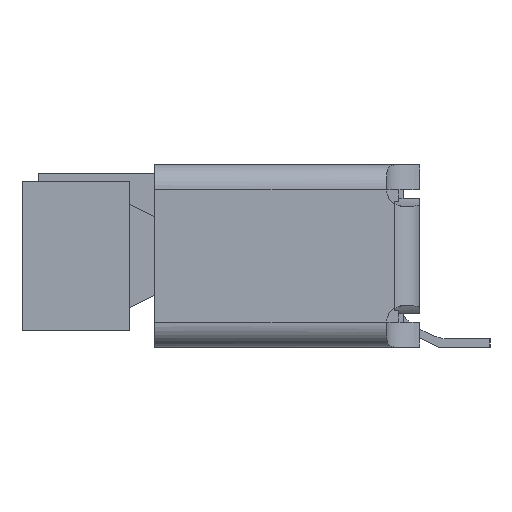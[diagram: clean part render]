
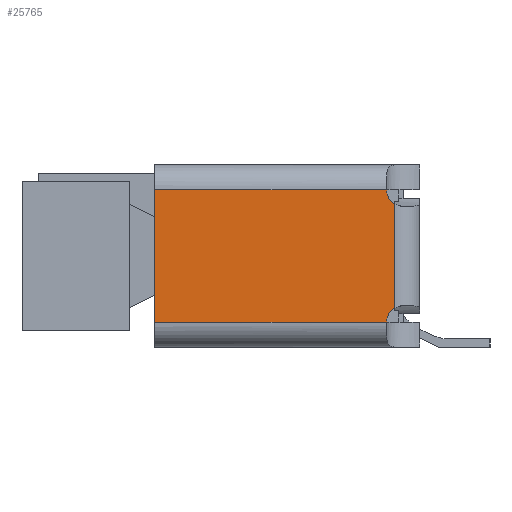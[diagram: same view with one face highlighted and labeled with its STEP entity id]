
A CAD part, left-side view. The second image highlights one B-rep face of the part: STEP entity #25765.
In plain terms, the highlighted planar face has unit normal (-1, 0, 0).
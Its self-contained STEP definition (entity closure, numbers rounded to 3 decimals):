
#13002 = VERTEX_POINT('',#13003);
#13003 = CARTESIAN_POINT('',(-9.9,0.8,0.3));
#13010 = EDGE_CURVE('',#13002,#13011,#13013,.T.);
#13011 = VERTEX_POINT('',#13012);
#13012 = CARTESIAN_POINT('',(-9.9,0.8,1.9));
#13013 = LINE('',#13014,#13015);
#13014 = CARTESIAN_POINT('',(-9.9,0.8,0.));
#13015 = VECTOR('',#13016,1.);
#13016 = DIRECTION('',(0.,0.,1.));
#25593 = VERTEX_POINT('',#25594);
#25594 = CARTESIAN_POINT('',(-9.9,-2.,0.3));
#25628 = EDGE_CURVE('',#25593,#13002,#25629,.T.);
#25629 = LINE('',#25630,#25631);
#25630 = CARTESIAN_POINT('',(-9.9,-2.,0.3));
#25631 = VECTOR('',#25632,1.);
#25632 = DIRECTION('',(0.,1.,0.));
#25765 = ADVANCED_FACE('',(#25766),#25802,.F.);
#25766 = FACE_BOUND('',#25767,.F.);
#25767 = EDGE_LOOP('',(#25768,#25779,#25787,#25794,#25795,#25796));
#25768 = ORIENTED_EDGE('',*,*,#25769,.T.);
#25769 = EDGE_CURVE('',#25770,#25772,#25774,.T.);
#25770 = VERTEX_POINT('',#25771);
#25771 = CARTESIAN_POINT('',(-9.9,-2.,1.9));
#25772 = VERTEX_POINT('',#25773);
#25773 = CARTESIAN_POINT('',(-9.9,-2.1,1.727));
#25774 = CIRCLE('',#25775,0.2);
#25775 = AXIS2_PLACEMENT_3D('',#25776,#25777,#25778);
#25776 = CARTESIAN_POINT('',(-9.9,-2.2,1.9));
#25777 = DIRECTION('',(-1.,0.,0.));
#25778 = DIRECTION('',(0.,1.,0.));
#25779 = ORIENTED_EDGE('',*,*,#25780,.F.);
#25780 = EDGE_CURVE('',#25781,#25772,#25783,.T.);
#25781 = VERTEX_POINT('',#25782);
#25782 = CARTESIAN_POINT('',(-9.9,-2.1,0.473));
#25783 = LINE('',#25784,#25785);
#25784 = CARTESIAN_POINT('',(-9.9,-2.1,0.5));
#25785 = VECTOR('',#25786,1.);
#25786 = DIRECTION('',(0.,0.,1.));
#25787 = ORIENTED_EDGE('',*,*,#25788,.T.);
#25788 = EDGE_CURVE('',#25781,#25593,#25789,.T.);
#25789 = CIRCLE('',#25790,0.2);
#25790 = AXIS2_PLACEMENT_3D('',#25791,#25792,#25793);
#25791 = CARTESIAN_POINT('',(-9.9,-2.2,0.3));
#25792 = DIRECTION('',(-1.,0.,0.));
#25793 = DIRECTION('',(0.,1.,0.));
#25794 = ORIENTED_EDGE('',*,*,#25628,.T.);
#25795 = ORIENTED_EDGE('',*,*,#13010,.T.);
#25796 = ORIENTED_EDGE('',*,*,#25797,.T.);
#25797 = EDGE_CURVE('',#13011,#25770,#25798,.T.);
#25798 = LINE('',#25799,#25800);
#25799 = CARTESIAN_POINT('',(-9.9,0.8,1.9));
#25800 = VECTOR('',#25801,1.);
#25801 = DIRECTION('',(0.,-1.,0.));
#25802 = PLANE('',#25803);
#25803 = AXIS2_PLACEMENT_3D('',#25804,#25805,#25806);
#25804 = CARTESIAN_POINT('',(-9.9,-0.743,1.1));
#25805 = DIRECTION('',(1.,0.,0.));
#25806 = DIRECTION('',(0.,0.,1.));
